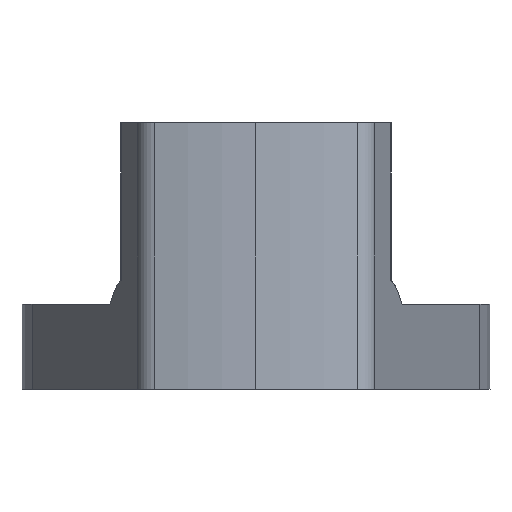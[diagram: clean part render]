
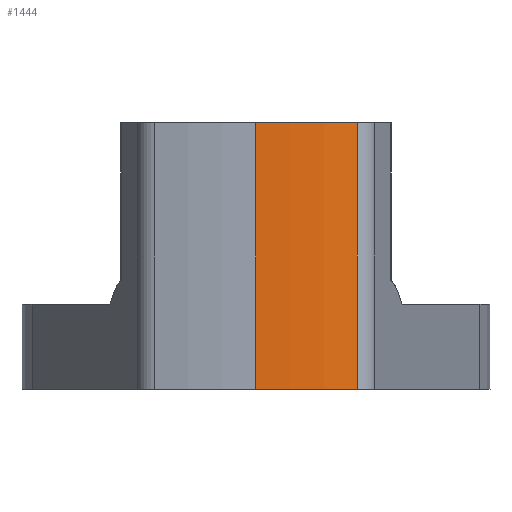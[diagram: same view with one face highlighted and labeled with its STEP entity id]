
A CAD part, left-side view. The second image highlights one B-rep face of the part: STEP entity #1444.
In plain terms, the highlighted cylindrical face has radius 19 mm (diameter 38 mm), a partial arc.
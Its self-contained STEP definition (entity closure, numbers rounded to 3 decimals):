
#18 = CARTESIAN_POINT ( 'NONE',  ( -27.75, 10.627, 33.246 ) ) ;
#35 = VERTEX_POINT ( 'NONE', #2105 ) ;
#54 = CARTESIAN_POINT ( 'NONE',  ( -20., 10.627, 14.246 ) ) ;
#87 = CARTESIAN_POINT ( 'NONE',  ( -27.75, 10.627, 14.246 ) ) ;
#156 = DIRECTION ( 'NONE',  ( 0., 0., -1. ) ) ;
#687 = DIRECTION ( 'NONE',  ( -1., 0., 0. ) ) ;
#705 = CARTESIAN_POINT ( 'NONE',  ( -16.357, 10.627, 33.246 ) ) ;
#780 = EDGE_CURVE ( 'NONE', #2180, #35, #1276, .T. ) ;
#812 = CARTESIAN_POINT ( 'NONE',  ( -20., 6.298, 14.746 ) ) ;
#898 = DIRECTION ( 'NONE',  ( 0., 0., -1. ) ) ;
#938 = AXIS2_PLACEMENT_3D ( 'NONE', #2285, #1294, #156 ) ;
#965 = VERTEX_POINT ( 'NONE', #1744 ) ;
#1040 = ORIENTED_EDGE ( 'NONE', *, *, #1458, .F. ) ;
#1214 = FACE_OUTER_BOUND ( 'NONE', #2233, .T. ) ;
#1276 = LINE ( 'NONE', #812, #1340 ) ;
#1294 = DIRECTION ( 'NONE',  ( 1., 0., 0. ) ) ;
#1340 = VECTOR ( 'NONE', #687, 1000. ) ;
#1444 = ADVANCED_FACE ( 'NONE', ( #1214 ), #2195, .T. ) ;
#1448 = CIRCLE ( 'NONE', #2144, 19. ) ;
#1458 = EDGE_CURVE ( 'NONE', #2180, #965, #2494, .T. ) ;
#1540 = DIRECTION ( 'NONE',  ( 0., 0., 1. ) ) ;
#1559 = ORIENTED_EDGE ( 'NONE', *, *, #1757, .T. ) ;
#1701 = VECTOR ( 'NONE', #1939, 1000. ) ;
#1744 = CARTESIAN_POINT ( 'NONE',  ( -16.357, 10.627, 14.246 ) ) ;
#1757 = EDGE_CURVE ( 'NONE', #1932, #965, #2319, .T. ) ;
#1932 = VERTEX_POINT ( 'NONE', #87 ) ;
#1939 = DIRECTION ( 'NONE',  ( 1., 0., 0. ) ) ;
#2043 = ORIENTED_EDGE ( 'NONE', *, *, #780, .T. ) ;
#2056 = DIRECTION ( 'NONE',  ( 1., 0., 0. ) ) ;
#2059 = CARTESIAN_POINT ( 'NONE',  ( -16.357, 6.298, 14.746 ) ) ;
#2105 = CARTESIAN_POINT ( 'NONE',  ( -27.75, 6.298, 14.746 ) ) ;
#2144 = AXIS2_PLACEMENT_3D ( 'NONE', #18, #2320, #1540 ) ;
#2157 = AXIS2_PLACEMENT_3D ( 'NONE', #705, #2056, #898 ) ;
#2180 = VERTEX_POINT ( 'NONE', #2059 ) ;
#2195 = CYLINDRICAL_SURFACE ( 'NONE', #938, 19. ) ;
#2233 = EDGE_LOOP ( 'NONE', ( #2300, #1559, #1040, #2043 ) ) ;
#2285 = CARTESIAN_POINT ( 'NONE',  ( -20., 10.627, 33.246 ) ) ;
#2300 = ORIENTED_EDGE ( 'NONE', *, *, #2430, .F. ) ;
#2319 = LINE ( 'NONE', #54, #1701 ) ;
#2320 = DIRECTION ( 'NONE',  ( -1., 0., 0. ) ) ;
#2430 = EDGE_CURVE ( 'NONE', #1932, #35, #1448, .T. ) ;
#2494 = CIRCLE ( 'NONE', #2157, 19. ) ;
